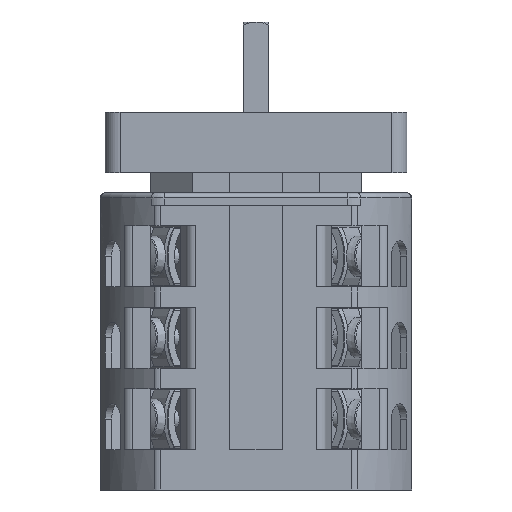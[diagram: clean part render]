
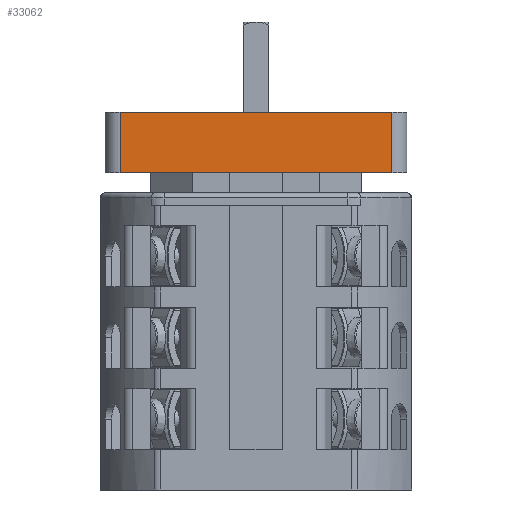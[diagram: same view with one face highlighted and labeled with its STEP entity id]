
A CAD part, left-side view. The second image highlights one B-rep face of the part: STEP entity #33062.
In plain terms, the highlighted planar face has unit normal (-1, 0, 0).
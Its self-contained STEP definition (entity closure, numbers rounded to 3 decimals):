
#33=DIRECTION('',(0.,-1.,0.));
#34=VECTOR('',#33,54.);
#35=CARTESIAN_POINT('',(-30.,27.,16.5));
#36=LINE('',#35,#34);
#443=DIRECTION('',(0.,0.,-1.));
#444=VECTOR('',#443,12.);
#445=CARTESIAN_POINT('',(-30.,27.,16.5));
#446=LINE('',#445,#444);
#447=DIRECTION('',(0.,0.,-1.));
#448=VECTOR('',#447,12.);
#449=CARTESIAN_POINT('',(-30.,-27.,16.5));
#450=LINE('',#449,#448);
#451=DIRECTION('',(0.,-1.,0.));
#452=VECTOR('',#451,54.);
#453=CARTESIAN_POINT('',(-30.,27.,4.5));
#454=LINE('',#453,#452);
#28496=CARTESIAN_POINT('',(-30.,27.,4.5));
#28498=VERTEX_POINT('',#28496);
#28502=CARTESIAN_POINT('',(-30.,27.,16.5));
#28503=VERTEX_POINT('',#28502);
#28505=CARTESIAN_POINT('',(-30.,-27.,4.5));
#28507=VERTEX_POINT('',#28505);
#28508=CARTESIAN_POINT('',(-30.,-27.,16.5));
#28509=VERTEX_POINT('',#28508);
#33050=CARTESIAN_POINT('',(-30.,30.,0.));
#33051=DIRECTION('',(-1.,0.,0.));
#33052=DIRECTION('',(0.,-1.,0.));
#33053=AXIS2_PLACEMENT_3D('',#33050,#33051,#33052);
#33054=PLANE('',#33053);
#33055=ORIENTED_EDGE('',*,*,#33012,.F.);
#33056=ORIENTED_EDGE('',*,*,#32767,.T.);
#33058=ORIENTED_EDGE('',*,*,#33057,.T.);
#33059=ORIENTED_EDGE('',*,*,#33023,.F.);
#33060=EDGE_LOOP('',(#33055,#33056,#33058,#33059));
#33061=FACE_OUTER_BOUND('',#33060,.F.);
#32767=EDGE_CURVE('',#28503,#28509,#36,.T.);
#33012=EDGE_CURVE('',#28503,#28498,#446,.T.);
#33023=EDGE_CURVE('',#28498,#28507,#454,.T.);
#33057=EDGE_CURVE('',#28509,#28507,#450,.T.);
#33062=ADVANCED_FACE('',(#33061),#33054,.T.);
